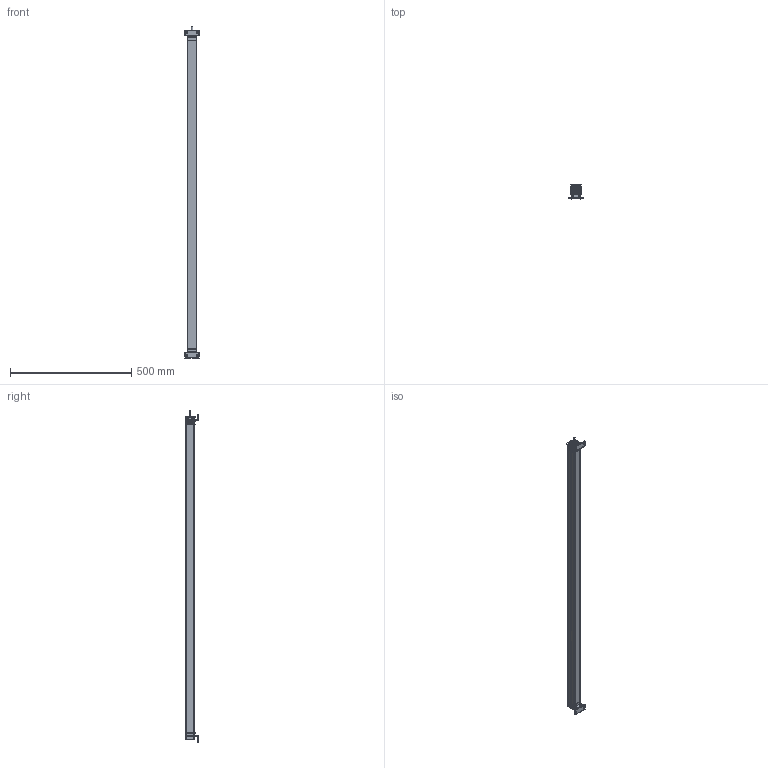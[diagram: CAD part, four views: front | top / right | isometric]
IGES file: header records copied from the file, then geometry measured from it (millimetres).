
Start section:  PTC IGES file: 188719.igs
Global section: file name: 188719.igs; native system: Creo Parametric by Parametric Technology Corporation; preprocessor: 2013230; author: pdmadmin; organization: Unknown; date: 20160111.141148; units: millimetre
Bounding box: 59.44 x 56.08 x 1367.71 mm (x, y, z)
Volume: 605168.6 mm3; surface area: 2650817.8 mm2
Topology: 39 solids, 42 shells, 3888 faces, 20126 edges, 25375 vertices
Faces by surface type: bspline 2064, revolution 1820, extrusion 4
